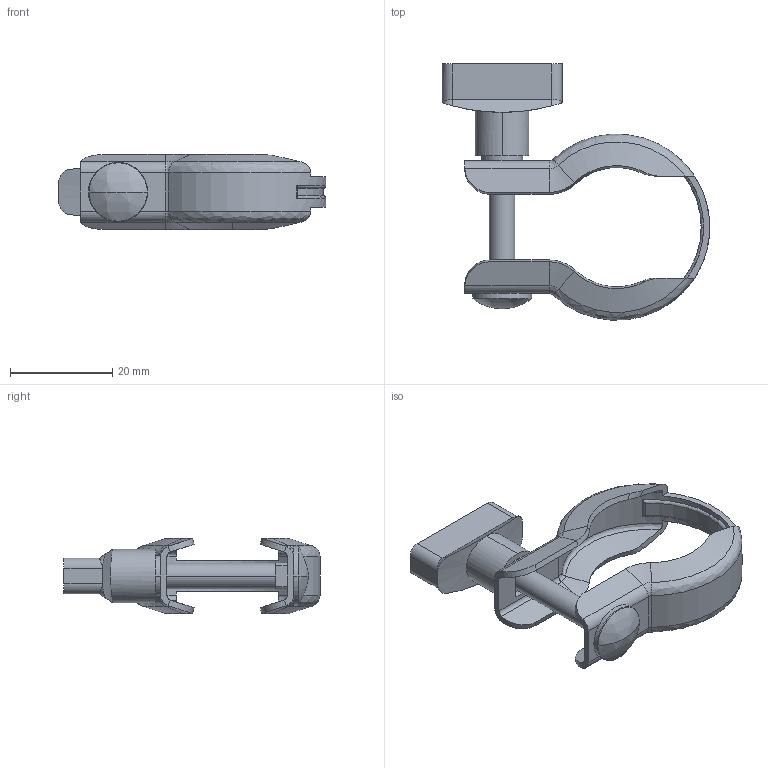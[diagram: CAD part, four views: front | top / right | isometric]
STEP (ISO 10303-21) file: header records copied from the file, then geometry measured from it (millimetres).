
FILE_DESCRIPTION (( 'STEP AP214' ), '1' );
FILE_NAME ('Hositrad_KF16-CPP.STEP', '2020-05-13T09:32:12', ( '' ), ( '' ), 'SwSTEP 2.0', 'SolidWorks 2020', '' );
FILE_SCHEMA (( 'AUTOMOTIVE_DESIGN' ));
Length unit declared in the file: millimetre
Products named in the file (1): Hositrad_KF16-CPP
Bounding box: 52.45 x 50.22 x 14.7 mm (x, y, z)
Volume: 5615.9 mm3; surface area: 6560.7 mm2
Topology: 5 solids, 5 shells, 172 faces, 411 edges, 254 vertices
Faces by surface type: cylinder 58, plane 56, bspline 32, cone 26
Entity records: 5874 total; most frequent: CARTESIAN_POINT 1958, ORIENTED_EDGE 822, DIRECTION 782, EDGE_CURVE 411, AXIS2_PLACEMENT_3D 302, VERTEX_POINT 254, EDGE_LOOP 181, VECTOR 178
